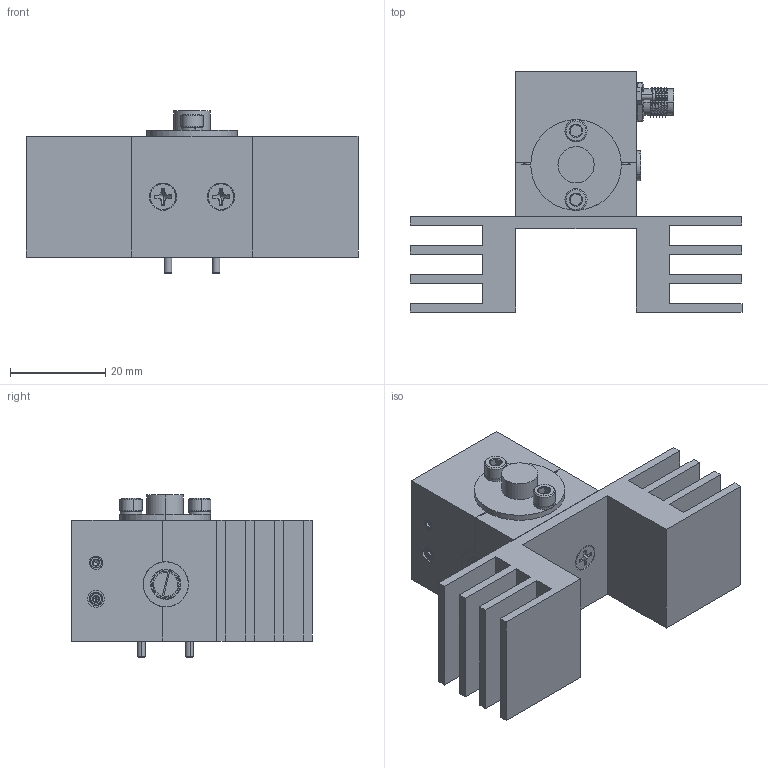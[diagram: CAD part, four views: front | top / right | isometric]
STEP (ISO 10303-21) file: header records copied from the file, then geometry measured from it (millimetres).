
FILE_DESCRIPTION (( 'STEP AP203' ), '1' );
FILE_NAME ('SOM-90305213-10-S1.STEP', '2019-04-02T21:29:51', ( '' ), ( '' ), 'SwSTEP 2.0', 'SolidWorks 2016', '' );
FILE_SCHEMA (( 'CONFIG_CONTROL_DESIGN' ));
Products named in the file (1): SOM-90305213-10-S1
Bounding box: 69.85 x 50.55 x 34.1 mm (x, y, z)
Volume: 31355.9 mm3; surface area: 25577.2 mm2
Topology: 36 solids, 37 shells, 1651 faces, 4284 edges, 2697 vertices
Faces by surface type: cylinder 813, plane 419, cone 376, bspline 43
Entity records: 70642 total; most frequent: CARTESIAN_POINT 33916, ORIENTED_EDGE 8408, DIRECTION 6957, EDGE_CURVE 4204, VERTEX_POINT 2697, AXIS2_PLACEMENT_3D 2611, EDGE_LOOP 1763, VECTOR 1735
